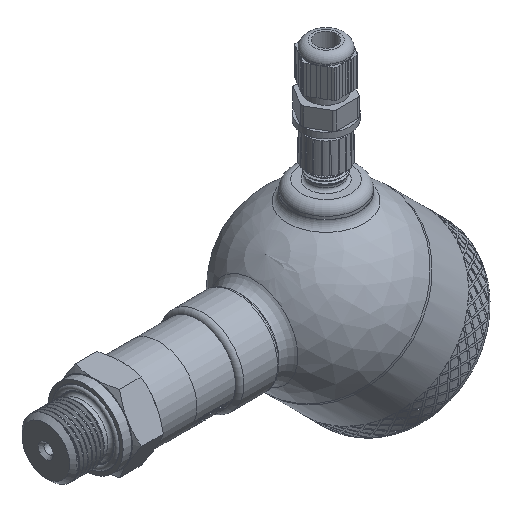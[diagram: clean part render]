
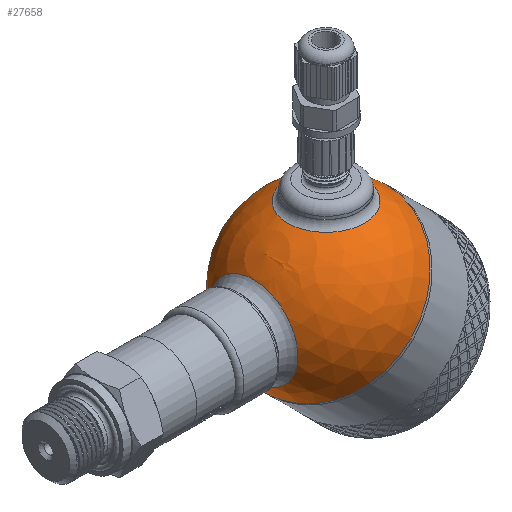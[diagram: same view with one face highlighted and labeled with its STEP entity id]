
A CAD part, isometric view. The second image highlights one B-rep face of the part: STEP entity #27658.
In plain terms, the highlighted spherical face has radius 30 mm.
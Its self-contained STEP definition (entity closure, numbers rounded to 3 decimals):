
#65=SPHERICAL_SURFACE('',#29350,30.);
#1186=FACE_BOUND('',#3889,.T.);
#1187=FACE_BOUND('',#3890,.T.);
#2124=FACE_OUTER_BOUND('',#3888,.T.);
#3888=EDGE_LOOP('',(#20048,#20049,#20050,#20051));
#3889=EDGE_LOOP('',(#20052));
#3890=EDGE_LOOP('',(#20053));
#5554=CIRCLE('',#29272,30.);
#5555=CIRCLE('',#29273,30.);
#5582=CIRCLE('',#29346,13.5);
#5585=CIRCLE('',#29351,30.);
#5586=CIRCLE('',#29352,15.643);
#11014=VERTEX_POINT('',#36912);
#11015=VERTEX_POINT('',#36914);
#11514=VERTEX_POINT('',#43301);
#11516=VERTEX_POINT('',#43308);
#11517=VERTEX_POINT('',#43310);
#13977=EDGE_CURVE('',#11014,#11015,#5554,.T.);
#13978=EDGE_CURVE('',#11015,#11014,#5555,.T.);
#14729=EDGE_CURVE('',#11514,#11514,#5582,.T.);
#14732=EDGE_CURVE('',#11015,#11516,#5585,.T.);
#14733=EDGE_CURVE('',#11517,#11517,#5586,.T.);
#20048=ORIENTED_EDGE('',*,*,#13978,.F.);
#20049=ORIENTED_EDGE('',*,*,#14732,.T.);
#20050=ORIENTED_EDGE('',*,*,#14732,.F.);
#20051=ORIENTED_EDGE('',*,*,#13977,.F.);
#20052=ORIENTED_EDGE('',*,*,#14733,.F.);
#20053=ORIENTED_EDGE('',*,*,#14729,.F.);
#27658=ADVANCED_FACE('',(#2124,#1186,#1187),#65,.T.);
#29272=AXIS2_PLACEMENT_3D('',#36915,#30839,#30840);
#29273=AXIS2_PLACEMENT_3D('',#36916,#30841,#30842);
#29346=AXIS2_PLACEMENT_3D('',#43302,#31251,#31252);
#29350=AXIS2_PLACEMENT_3D('',#43307,#31259,#31260);
#29351=AXIS2_PLACEMENT_3D('',#43309,#31261,#31262);
#29352=AXIS2_PLACEMENT_3D('',#43311,#31263,#31264);
#30839=DIRECTION('center_axis',(1.,0.,0.));
#30840=DIRECTION('ref_axis',(0.,1.,0.));
#30841=DIRECTION('center_axis',(1.,0.,0.));
#30842=DIRECTION('ref_axis',(0.,1.,0.));
#31251=DIRECTION('center_axis',(-0.707,0.,-0.707));
#31252=DIRECTION('ref_axis',(-0.707,0.,0.707));
#31259=DIRECTION('center_axis',(1.,0.,0.));
#31260=DIRECTION('ref_axis',(0.,-1.,0.));
#31261=DIRECTION('center_axis',(0.,0.,1.));
#31262=DIRECTION('ref_axis',(0.,1.,0.));
#31263=DIRECTION('center_axis',(-0.707,0.,0.707));
#31264=DIRECTION('ref_axis',(0.707,0.,0.707));
#36912=CARTESIAN_POINT('',(0.,-30.,0.));
#36914=CARTESIAN_POINT('',(0.,30.,0.));
#36915=CARTESIAN_POINT('Origin',(0.,0.,0.));
#36916=CARTESIAN_POINT('Origin',(0.,0.,0.));
#43301=CARTESIAN_POINT('',(-9.398,0.,-28.49));
#43302=CARTESIAN_POINT('Origin',(-18.944,0.,-18.944));
#43307=CARTESIAN_POINT('Origin',(0.,0.,0.));
#43308=CARTESIAN_POINT('',(-30.,0.,0.));
#43309=CARTESIAN_POINT('Origin',(0.,0.,0.));
#43310=CARTESIAN_POINT('',(-29.162,0.,7.04));
#43311=CARTESIAN_POINT('Origin',(-18.101,0.,18.101));
